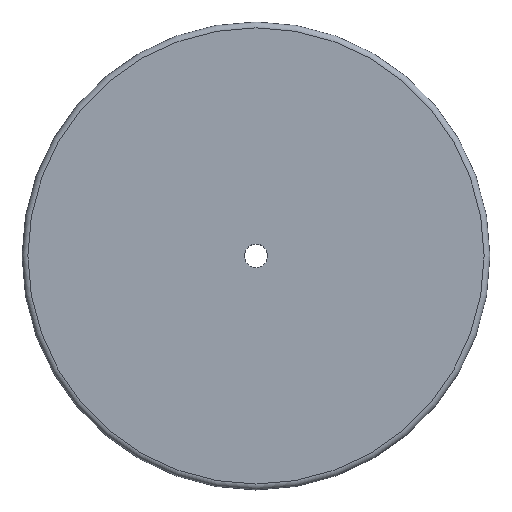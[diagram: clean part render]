
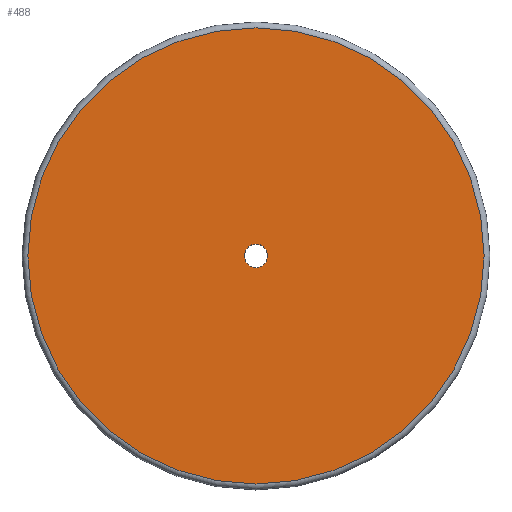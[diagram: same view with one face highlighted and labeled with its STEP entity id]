
A CAD part, top view. The second image highlights one B-rep face of the part: STEP entity #488.
In plain terms, the highlighted planar face has unit normal (0, 0, 1).
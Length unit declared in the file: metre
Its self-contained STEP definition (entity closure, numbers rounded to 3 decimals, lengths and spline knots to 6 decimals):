
#94=PLANE('',#546);
#138=ORIENTED_EDGE('',*,*,#273,.F.);
#139=ORIENTED_EDGE('',*,*,#274,.T.);
#273=EDGE_CURVE('',#339,#339,#377,.T.);
#274=EDGE_CURVE('',#340,#340,#378,.T.);
#339=VERTEX_POINT('',#800);
#340=VERTEX_POINT('',#802);
#377=CIRCLE('',#547,0.002);
#378=CIRCLE('',#548,0.039);
#402=EDGE_LOOP('',(#138));
#403=EDGE_LOOP('',(#139));
#442=FACE_BOUND('',#402,.T.);
#443=FACE_BOUND('',#403,.T.);
#488=ADVANCED_FACE('',(#442,#443),#94,.T.);
#546=AXIS2_PLACEMENT_3D('',#798,#645,#646);
#547=AXIS2_PLACEMENT_3D('',#799,#647,#648);
#548=AXIS2_PLACEMENT_3D('',#801,#649,#650);
#645=DIRECTION('',(0.,0.,1.));
#646=DIRECTION('',(1.,0.,0.));
#647=DIRECTION('',(0.,0.,1.));
#648=DIRECTION('',(1.,0.,0.));
#649=DIRECTION('',(0.,0.,1.));
#650=DIRECTION('',(1.,0.,0.));
#798=CARTESIAN_POINT('',(0.,0.,0.006));
#799=CARTESIAN_POINT('',(0.,0.,0.006));
#800=CARTESIAN_POINT('',(0.002,0.,0.006));
#801=CARTESIAN_POINT('',(0.,0.,0.006));
#802=CARTESIAN_POINT('',(0.039,0.,0.006));
